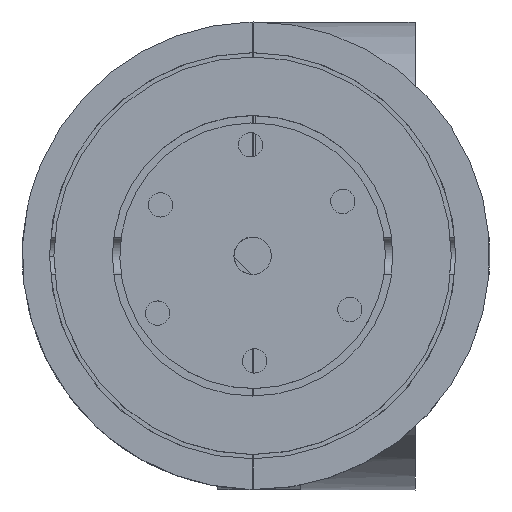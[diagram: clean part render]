
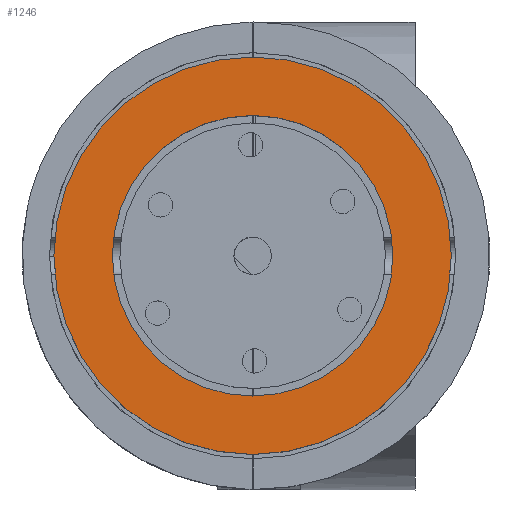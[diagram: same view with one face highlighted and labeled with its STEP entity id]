
A CAD part, top view. The second image highlights one B-rep face of the part: STEP entity #1246.
In plain terms, the highlighted planar face has unit normal (0, 0, 1).
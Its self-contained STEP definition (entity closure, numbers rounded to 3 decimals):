
#1046 = EDGE_CURVE('',#1047,#1049,#1051,.T.);
#1047 = VERTEX_POINT('',#1048);
#1048 = CARTESIAN_POINT('',(279.307,4789.122,
    -23.973));
#1049 = VERTEX_POINT('',#1050);
#1050 = CARTESIAN_POINT('',(268.888,4848.211,
    -23.973));
#1051 = SURFACE_CURVE('',#1052,(#1057,#1069),.PCURVE_S1.);
#1052 = CIRCLE('',#1053,30.);
#1053 = AXIS2_PLACEMENT_3D('',#1054,#1055,#1056);
#1054 = CARTESIAN_POINT('',(274.098,4818.667,
    -23.973));
#1055 = DIRECTION('',(0.,0.,-1.));
#1056 = DIRECTION('',(-0.174,0.985,0.)
  );
#1057 = PCURVE('',#1058,#1063);
#1058 = CYLINDRICAL_SURFACE('',#1059,30.);
#1059 = AXIS2_PLACEMENT_3D('',#1060,#1061,#1062);
#1060 = CARTESIAN_POINT('',(274.098,4818.667,
    -40.973));
#1061 = DIRECTION('',(0.,0.,1.));
#1062 = DIRECTION('',(-0.174,0.985,0.)
  );
#1063 = DEFINITIONAL_REPRESENTATION('',(#1064),#1068);
#1064 = LINE('',#1065,#1066);
#1065 = CARTESIAN_POINT('',(6.283,17.));
#1066 = VECTOR('',#1067,1.);
#1067 = DIRECTION('',(-1.,0.));
#1068 = ( GEOMETRIC_REPRESENTATION_CONTEXT(2) 
PARAMETRIC_REPRESENTATION_CONTEXT() REPRESENTATION_CONTEXT('2D SPACE',''
  ) );
#1069 = PCURVE('',#1070,#1075);
#1070 = PLANE('',#1071);
#1071 = AXIS2_PLACEMENT_3D('',#1072,#1073,#1074);
#1072 = CARTESIAN_POINT('',(274.098,4818.667,
    -23.973));
#1073 = DIRECTION('',(0.,0.,-1.));
#1074 = DIRECTION('',(0.174,-0.985,0.));
#1075 = DEFINITIONAL_REPRESENTATION('',(#1076),#1080);
#1076 = CIRCLE('',#1077,30.);
#1077 = AXIS2_PLACEMENT_2D('',#1078,#1079);
#1078 = CARTESIAN_POINT('',(0.,0.));
#1079 = DIRECTION('',(-1.,0.));
#1080 = ( GEOMETRIC_REPRESENTATION_CONTEXT(2) 
PARAMETRIC_REPRESENTATION_CONTEXT() REPRESENTATION_CONTEXT('2D SPACE',''
  ) );
#1136 = EDGE_CURVE('',#1049,#1047,#1137,.T.);
#1137 = SURFACE_CURVE('',#1138,(#1143,#1150),.PCURVE_S1.);
#1138 = CIRCLE('',#1139,30.);
#1139 = AXIS2_PLACEMENT_3D('',#1140,#1141,#1142);
#1140 = CARTESIAN_POINT('',(274.098,4818.667,
    -23.973));
#1141 = DIRECTION('',(0.,0.,-1.));
#1142 = DIRECTION('',(-0.174,0.985,0.)
  );
#1143 = PCURVE('',#1058,#1144);
#1144 = DEFINITIONAL_REPRESENTATION('',(#1145),#1149);
#1145 = LINE('',#1146,#1147);
#1146 = CARTESIAN_POINT('',(6.283,17.));
#1147 = VECTOR('',#1148,1.);
#1148 = DIRECTION('',(-1.,0.));
#1149 = ( GEOMETRIC_REPRESENTATION_CONTEXT(2) 
PARAMETRIC_REPRESENTATION_CONTEXT() REPRESENTATION_CONTEXT('2D SPACE',''
  ) );
#1150 = PCURVE('',#1070,#1151);
#1151 = DEFINITIONAL_REPRESENTATION('',(#1152),#1156);
#1152 = CIRCLE('',#1153,30.);
#1153 = AXIS2_PLACEMENT_2D('',#1154,#1155);
#1154 = CARTESIAN_POINT('',(0.,0.));
#1155 = DIRECTION('',(-1.,0.));
#1156 = ( GEOMETRIC_REPRESENTATION_CONTEXT(2) 
PARAMETRIC_REPRESENTATION_CONTEXT() REPRESENTATION_CONTEXT('2D SPACE',''
  ) );
#1171 = CYLINDRICAL_SURFACE('',#1172,42.5);
#1172 = AXIS2_PLACEMENT_3D('',#1173,#1174,#1175);
#1173 = CARTESIAN_POINT('',(274.098,4818.667,
    -40.973));
#1174 = DIRECTION('',(0.,0.,1.));
#1175 = DIRECTION('',(0.985,0.174,0.)
  );
#1191 = VERTEX_POINT('',#1192);
#1192 = CARTESIAN_POINT('',(232.243,4811.286,
    -23.973));
#1213 = EDGE_CURVE('',#1191,#1191,#1214,.T.);
#1214 = SURFACE_CURVE('',#1215,(#1220,#1227),.PCURVE_S1.);
#1215 = CIRCLE('',#1216,42.5);
#1216 = AXIS2_PLACEMENT_3D('',#1217,#1218,#1219);
#1217 = CARTESIAN_POINT('',(274.098,4818.667,
    -23.973));
#1218 = DIRECTION('',(0.,0.,1.));
#1219 = DIRECTION('',(0.985,0.174,0.)
  );
#1220 = PCURVE('',#1171,#1221);
#1221 = DEFINITIONAL_REPRESENTATION('',(#1222),#1226);
#1222 = LINE('',#1223,#1224);
#1223 = CARTESIAN_POINT('',(-6.283,17.));
#1224 = VECTOR('',#1225,1.);
#1225 = DIRECTION('',(1.,0.));
#1226 = ( GEOMETRIC_REPRESENTATION_CONTEXT(2) 
PARAMETRIC_REPRESENTATION_CONTEXT() REPRESENTATION_CONTEXT('2D SPACE',''
  ) );
#1227 = PCURVE('',#1070,#1228);
#1228 = DEFINITIONAL_REPRESENTATION('',(#1229),#1237);
#1229 = ( BOUNDED_CURVE() B_SPLINE_CURVE(2,(#1230,#1231,#1232,#1233,
#1234,#1235,#1236),.UNSPECIFIED.,.T.,.F.) B_SPLINE_CURVE_WITH_KNOTS((1,2
    ,2,2,2,1),(-2.094,0.,2.094,4.189,
6.283,8.378),.UNSPECIFIED.) CURVE() 
GEOMETRIC_REPRESENTATION_ITEM() RATIONAL_B_SPLINE_CURVE((1.,0.5,1.,0.5,
1.,0.5,1.)) REPRESENTATION_ITEM('') );
#1230 = CARTESIAN_POINT('',(0.,-42.5));
#1231 = CARTESIAN_POINT('',(-73.612,-42.5));
#1232 = CARTESIAN_POINT('',(-36.806,21.25));
#1233 = CARTESIAN_POINT('',(0.,85.));
#1234 = CARTESIAN_POINT('',(36.806,21.25));
#1235 = CARTESIAN_POINT('',(73.612,-42.5));
#1236 = CARTESIAN_POINT('',(0.,-42.5));
#1237 = ( GEOMETRIC_REPRESENTATION_CONTEXT(2) 
PARAMETRIC_REPRESENTATION_CONTEXT() REPRESENTATION_CONTEXT('2D SPACE',''
  ) );
#1246 = ADVANCED_FACE('',(#1247,#1251),#1070,.F.);
#1247 = FACE_BOUND('',#1248,.T.);
#1248 = EDGE_LOOP('',(#1249,#1250));
#1249 = ORIENTED_EDGE('',*,*,#1046,.T.);
#1250 = ORIENTED_EDGE('',*,*,#1136,.T.);
#1251 = FACE_BOUND('',#1252,.T.);
#1252 = EDGE_LOOP('',(#1253));
#1253 = ORIENTED_EDGE('',*,*,#1213,.T.);
